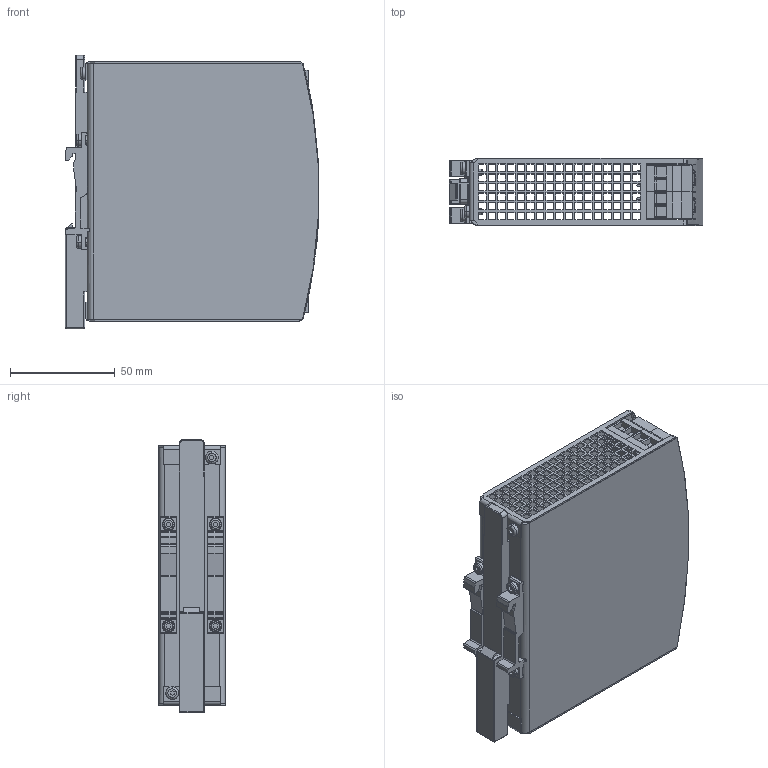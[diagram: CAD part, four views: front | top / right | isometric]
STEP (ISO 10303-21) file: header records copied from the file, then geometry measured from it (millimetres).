
FILE_DESCRIPTION((''),'2;1');
FILE_NAME('CAD-7205_YR20_242_SW0001','2021-03-22T11:11:54',('creinig-se'),(''),'CREO PARAMETRIC BY PTC INC, 2019292','CREO PARAMETRIC BY PTC INC, 2019292','');
FILE_SCHEMA(('CONFIG_CONTROL_DESIGN','SHAPE_APPEARANCE_LAYERS_GROUPS'));
Products named in the file (1): CAD-7205_YR20_242_SW0001
Bounding box: 121.19 x 32 x 130.5 mm (x, y, z)
Volume: 69130.3 mm3; surface area: 87904.7 mm2
Topology: 1 solids, 7 shells, 2247 faces, 6333 edges, 4186 vertices
Faces by surface type: plane 1693, extrusion 270, cylinder 240, torus 24, cone 12, sphere 8
Entity records: 95588 total; most frequent: CARTESIAN_POINT 19741, ORIENTED_EDGE 12648, DIRECTION 10728, EDGE_CURVE 6324, VECTOR 5210, LINE 4940, VERTEX_POINT 4180, EDGE_LOOP 2788
